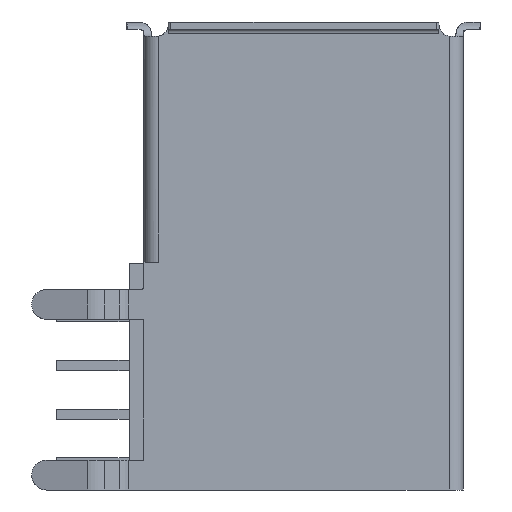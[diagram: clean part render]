
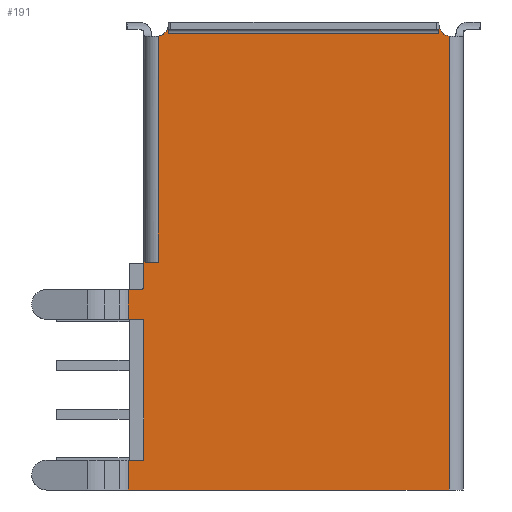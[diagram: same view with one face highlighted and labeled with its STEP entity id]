
A CAD part, front view. The second image highlights one B-rep face of the part: STEP entity #191.
In plain terms, the highlighted planar face has unit normal (0, -1, 0).
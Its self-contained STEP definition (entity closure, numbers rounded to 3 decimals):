
#191=ADVANCED_FACE('',(#502),#503,.T.);
#502=FACE_OUTER_BOUND('',#893,.T.);
#503=PLANE('',#894);
#893=EDGE_LOOP('',(#2015,#2016,#2017,#2018,#2019,#2020,#2021,#2022,#2023,#2024,#2025,#2026,#2027,#2028,#2029,#2030,#2031));
#894=AXIS2_PLACEMENT_3D('',#2032,#2033,#2034);
#2015=ORIENTED_EDGE('',*,*,#3108,.T.);
#2016=ORIENTED_EDGE('',*,*,#3063,.F.);
#2017=ORIENTED_EDGE('',*,*,#3060,.F.);
#2018=ORIENTED_EDGE('',*,*,#3058,.F.);
#2019=ORIENTED_EDGE('',*,*,#3048,.F.);
#2020=ORIENTED_EDGE('',*,*,#3065,.T.);
#2021=ORIENTED_EDGE('',*,*,#3015,.F.);
#2022=ORIENTED_EDGE('',*,*,#3002,.F.);
#2023=ORIENTED_EDGE('',*,*,#2992,.F.);
#2024=ORIENTED_EDGE('',*,*,#3067,.T.);
#2025=ORIENTED_EDGE('',*,*,#3109,.F.);
#2026=ORIENTED_EDGE('',*,*,#3110,.F.);
#2027=ORIENTED_EDGE('',*,*,#3111,.T.);
#2028=ORIENTED_EDGE('',*,*,#3112,.T.);
#2029=ORIENTED_EDGE('',*,*,#3113,.F.);
#2030=ORIENTED_EDGE('',*,*,#3114,.F.);
#2031=ORIENTED_EDGE('',*,*,#3115,.T.);
#2032=CARTESIAN_POINT('',(-5.967,0.7,0.4));
#2033=DIRECTION('',(0.,-1.0,0.));
#2034=DIRECTION('',(-1.0,0.,0.));
#2992=EDGE_CURVE('',#3741,#3743,#3744,.T.);
#3002=EDGE_CURVE('',#3743,#3760,#3761,.T.);
#3015=EDGE_CURVE('',#3760,#3782,#3783,.T.);
#3048=EDGE_CURVE('',#3836,#3837,#3838,.T.);
#3058=EDGE_CURVE('',#3837,#3854,#3855,.T.);
#3060=EDGE_CURVE('',#3854,#3857,#3858,.T.);
#3063=EDGE_CURVE('',#3857,#3860,#3862,.T.);
#3065=EDGE_CURVE('',#3836,#3782,#3864,.T.);
#3067=EDGE_CURVE('',#3741,#3865,#3868,.T.);
#3108=EDGE_CURVE('',#3921,#3860,#3922,.T.);
#3109=EDGE_CURVE('',#3923,#3865,#3924,.T.);
#3110=EDGE_CURVE('',#3925,#3923,#3926,.T.);
#3111=EDGE_CURVE('',#3925,#3927,#3928,.T.);
#3112=EDGE_CURVE('',#3927,#3929,#3930,.T.);
#3113=EDGE_CURVE('',#3931,#3929,#3932,.T.);
#3114=EDGE_CURVE('',#3933,#3931,#3934,.T.);
#3115=EDGE_CURVE('',#3933,#3921,#3935,.T.);
#3741=VERTEX_POINT('',#4919);
#3743=VERTEX_POINT('',#4921);
#3744=LINE('',#4922,#4923);
#3760=VERTEX_POINT('',#4946);
#3761=LINE('',#4947,#4948);
#3782=VERTEX_POINT('',#4977);
#3783=LINE('',#4978,#4979);
#3836=VERTEX_POINT('',#5046);
#3837=VERTEX_POINT('',#5047);
#3838=LINE('',#5048,#5049);
#3854=VERTEX_POINT('',#5070);
#3855=CIRCLE('',#5071,0.15);
#3857=VERTEX_POINT('',#5074);
#3858=LINE('',#5075,#5076);
#3860=VERTEX_POINT('',#5079);
#3862=LINE('',#5081,#5082);
#3864=LINE('',#5085,#5086);
#3865=VERTEX_POINT('',#5087);
#3868=LINE('',#5090,#5091);
#3921=VERTEX_POINT('',#5177);
#3922=LINE('',#5178,#5179);
#3923=VERTEX_POINT('',#5180);
#3924=LINE('',#5181,#5182);
#3925=VERTEX_POINT('',#5183);
#3926=LINE('',#5184,#5185);
#3927=VERTEX_POINT('',#5186);
#3928=CIRCLE('',#5187,0.487);
#3929=VERTEX_POINT('',#5188);
#3930=LINE('',#5189,#5190);
#3931=VERTEX_POINT('',#5191);
#3932=LINE('',#5192,#5193);
#3933=VERTEX_POINT('',#5194);
#3934=LINE('',#5195,#5196);
#3935=CIRCLE('',#5197,0.487);
#4919=CARTESIAN_POINT('',(-7.195,0.7,-17.98));
#4921=CARTESIAN_POINT('',(-6.55,0.7,-17.98));
#4922=CARTESIAN_POINT('',(-8.872,0.7,-17.98));
#4923=VECTOR('',#6187,1.0);
#4946=CARTESIAN_POINT('',(-6.55,0.7,-12.2));
#4947=CARTESIAN_POINT('',(-6.55,0.7,-13.535));
#4948=VECTOR('',#6201,1.0);
#4977=CARTESIAN_POINT('',(-7.195,0.7,-12.2));
#4978=CARTESIAN_POINT('',(-6.872,0.7,-12.2));
#4979=VECTOR('',#6222,1.0);
#5046=CARTESIAN_POINT('',(-7.195,0.7,-10.98));
#5047=CARTESIAN_POINT('',(-6.7,0.7,-10.98));
#5048=CARTESIAN_POINT('',(-8.872,0.7,-10.98));
#5049=VECTOR('',#6291,1.0);
#5070=CARTESIAN_POINT('',(-6.55,0.7,-10.83));
#5071=AXIS2_PLACEMENT_3D('',#6309,#6310,#6311);
#5074=CARTESIAN_POINT('',(-6.55,0.7,-9.851));
#5075=CARTESIAN_POINT('',(-6.55,0.7,-9.96));
#5076=VECTOR('',#6313,1.0);
#5079=CARTESIAN_POINT('',(-5.967,0.7,-9.851));
#5081=CARTESIAN_POINT('',(-6.872,0.7,-9.851));
#5082=VECTOR('',#6318,1.0);
#5085=CARTESIAN_POINT('',(-7.195,0.7,-9.09));
#5086=VECTOR('',#6320,1.0);
#5087=CARTESIAN_POINT('',(-7.195,0.7,-19.2));
#5090=CARTESIAN_POINT('',(-7.195,0.7,-9.09));
#5091=VECTOR('',#6324,1.0);
#5177=CARTESIAN_POINT('',(-5.967,0.7,-0.582));
#5178=CARTESIAN_POINT('',(-5.967,0.7,0.4));
#5179=VECTOR('',#6379,1.0);
#5180=CARTESIAN_POINT('',(5.967,0.7,-19.2));
#5181=CARTESIAN_POINT('',(-6.984,0.7,-19.2));
#5182=VECTOR('',#6380,1.0);
#5183=CARTESIAN_POINT('',(5.967,0.7,-0.582));
#5184=CARTESIAN_POINT('',(5.967,0.7,0.4));
#5185=VECTOR('',#6381,1.0);
#5186=CARTESIAN_POINT('',(5.55,0.7,-0.1));
#5187=AXIS2_PLACEMENT_3D('',#6382,#6383,#6384);
#5188=CARTESIAN_POINT('',(5.55,0.7,-0.487));
#5189=CARTESIAN_POINT('',(5.55,0.7,0.4));
#5190=VECTOR('',#6385,1.0);
#5191=CARTESIAN_POINT('',(-5.55,0.7,-0.487));
#5192=CARTESIAN_POINT('',(-8.0,0.7,-0.487));
#5193=VECTOR('',#6386,1.0);
#5194=CARTESIAN_POINT('',(-5.55,0.7,-0.1));
#5195=CARTESIAN_POINT('',(-5.55,0.7,0.4));
#5196=VECTOR('',#6387,1.0);
#5197=AXIS2_PLACEMENT_3D('',#6388,#6389,#6390);
#6187=DIRECTION('',(1.0,0.0,0.));
#6201=DIRECTION('',(0.,0.0,1.0));
#6222=DIRECTION('',(-1.0,0.0,0.));
#6291=DIRECTION('',(1.0,0.0,0.));
#6309=CARTESIAN_POINT('',(-6.7,0.7,-10.83));
#6310=DIRECTION('',(0.0,-1.0,-0.0));
#6311=DIRECTION('',(-1.0,0.0,0.));
#6313=DIRECTION('',(0.,-0.0,1.0));
#6318=DIRECTION('',(1.0,0.0,0.));
#6320=DIRECTION('',(0.,0.0,-1.0));
#6324=DIRECTION('',(0.,0.0,-1.0));
#6379=DIRECTION('',(0.,0.0,-1.0));
#6380=DIRECTION('',(-1.0,0.,0.));
#6381=DIRECTION('',(0.,0.0,-1.0));
#6382=CARTESIAN_POINT('',(6.037,0.7,-0.1));
#6383=DIRECTION('',(0.,1.0,0.));
#6384=DIRECTION('',(-1.0,0.,0.));
#6385=DIRECTION('',(0.,0.0,-1.0));
#6386=DIRECTION('',(1.0,0.0,0.));
#6387=DIRECTION('',(0.,0.0,-1.0));
#6388=CARTESIAN_POINT('',(-6.037,0.7,-0.1));
#6389=DIRECTION('',(0.,1.0,0.));
#6390=DIRECTION('',(-1.0,0.,0.));
